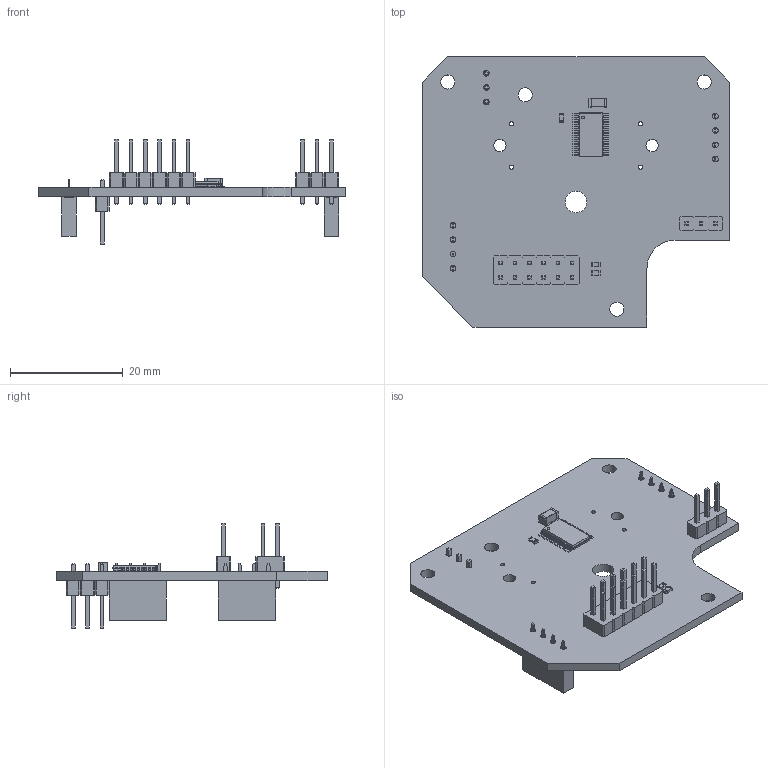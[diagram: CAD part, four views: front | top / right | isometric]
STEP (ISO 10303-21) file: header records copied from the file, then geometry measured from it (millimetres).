
FILE_DESCRIPTION(('KiCad electronic assembly'),'2;1');
FILE_NAME('standby_altimeter.step','2021-09-07T12:31:24',('An Author'),( 'A Company'),'Open CASCADE STEP processor 6.9', 'KiCad to STEP converter','Unknown');
FILE_SCHEMA(('AUTOMOTIVE_DESIGN { 1 0 10303 214 1 1 1 1 }'));
Length unit declared in the file: millimetre
Products named in the file (14): Open CASCADE STEP translator 6.9 1; PinHeader_2x06_P2.54mm_Vertical; SOLID; TSSOP-24_4.4x7.8mm_P0.65mm; R_0603_1608Metric; PinHeader_1x03_P2.54mm_Vertical; PinSocket_1x04_P2.54mm_Vertical; C_1206_3216Metric; COMPOUND
Assembly tree (17 placements, depth 3):
  Open CASCADE STEP translator 6.9 1
    PinHeader_2x06_P2.54mm_Vertical
      SOLID
    TSSOP-24_4.4x7.8mm_P0.65mm
      SOLID
    R_0603_1608Metric  x3
      SOLID
    PinHeader_1x03_P2.54mm_Vertical  x2
      SOLID
    PinSocket_1x04_P2.54mm_Vertical  x2
      SOLID
    C_1206_3216Metric
      SOLID
    COMPOUND
Bounding box: 54.44 x 47.95 x 18.78 mm (x, y, z)
Volume: 4365.1 mm3; surface area: 6709.1 mm2
Topology: 11 solids, 11 shells, 1227 faces, 3118 edges, 1976 vertices
Faces by surface type: plane 1008, cylinder 171, bspline 48
Full cylindrical faces by diameter (mm): 0.5 x1, 0.762 x4, 1 x26, 2.2 x2, 2.5 x4, 3.8 x1
Entity records: 67481 total; most frequent: CARTESIAN_POINT 10899, DIRECTION 9293, LINE 6610, VECTOR 6610, ORIENTED_EDGE 4916, PCURVE 4916, DEFINITIONAL_REPRESENTATION 4916, EDGE_CURVE 2458
